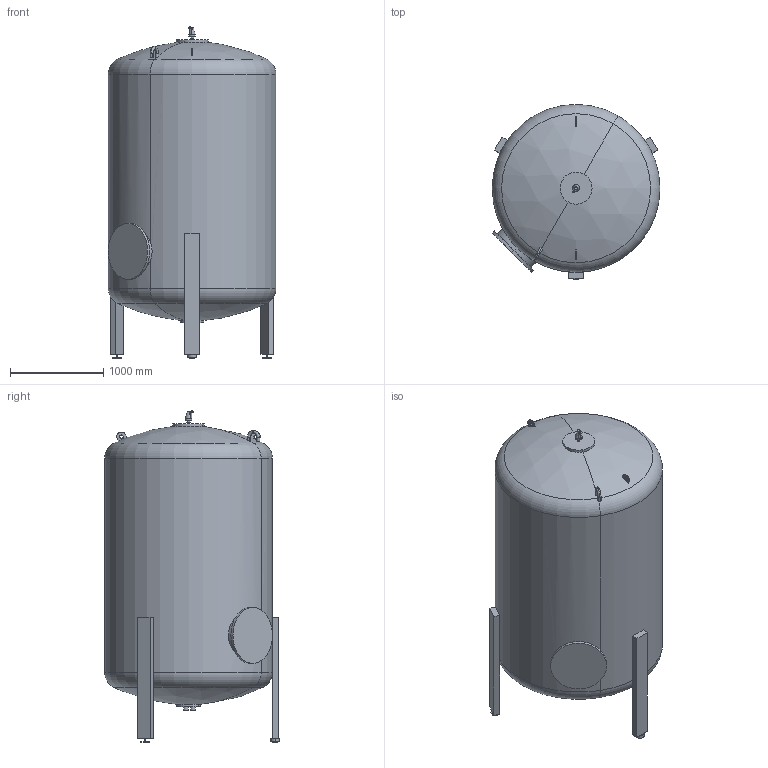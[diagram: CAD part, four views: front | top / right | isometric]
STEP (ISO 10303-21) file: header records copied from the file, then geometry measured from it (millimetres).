
FILE_DESCRIPTION (( 'STEP AP214' ), '1' );
FILE_NAME ('MV_6500_3.STEP', '2024-04-08T13:10:49', ( '' ), ( '' ), 'SwSTEP 2.0', 'SolidWorks 2021', '' );
FILE_SCHEMA (( 'AUTOMOTIVE_DESIGN' ));
Length unit declared in the file: millimetre
Products named in the file (3): MV_6500_3.dwg; MV_6500_3; 17723_flmacomat_fg_6500_pn3.dwg
Assembly tree (2 placements, depth 3):
  MV_6500_3
    MV_6500_3.dwg
      17723_flmacomat_fg_6500_pn3.dwg
Bounding box: 1801.59 x 1875 x 3563.75 mm (x, y, z)
Volume: 7065346944.6 mm3; surface area: 21727473.6 mm2
Topology: 7 solids, 7 shells, 166 faces, 359 edges, 225 vertices
Faces by surface type: plane 75, cylinder 57, torus 20, sphere 8, cone 6
Entity records: 5562 total; most frequent: CARTESIAN_POINT 1679, DIRECTION 859, ORIENTED_EDGE 714, EDGE_CURVE 357, AXIS2_PLACEMENT_3D 348, VERTEX_POINT 225, EDGE_LOOP 190, CIRCLE 176
